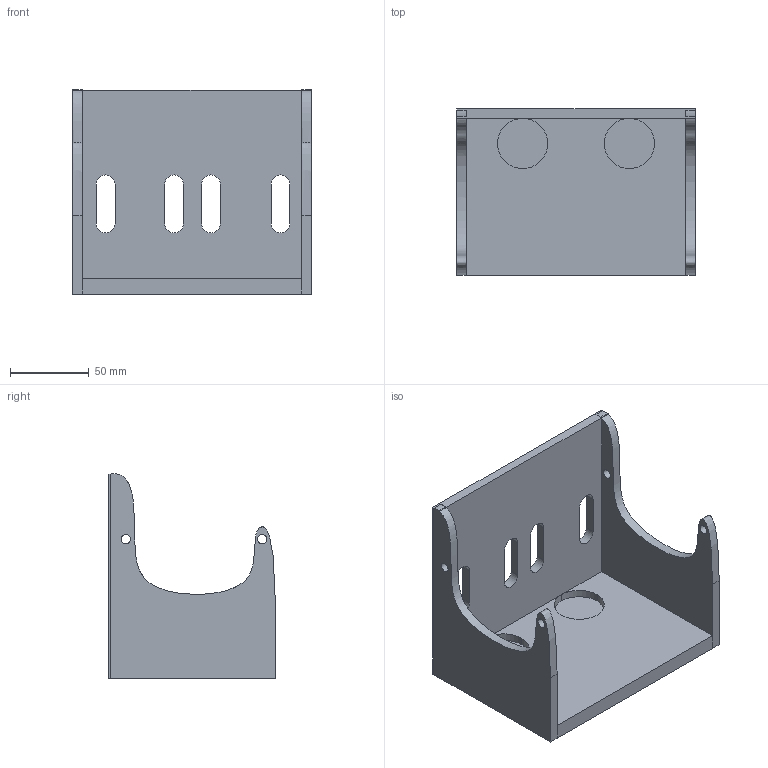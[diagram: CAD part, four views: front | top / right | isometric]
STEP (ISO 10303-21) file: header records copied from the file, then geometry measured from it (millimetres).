
FILE_DESCRIPTION(('FreeCAD Model'),'2;1');
FILE_NAME('Open CASCADE Shape Model','2025-08-06T08:57:44',(''),(''), 'Open CASCADE STEP processor 7.8','FreeCAD','Unknown');
FILE_SCHEMA(('AUTOMOTIVE_DESIGN { 1 0 10303 214 1 1 1 1 }'));
Length unit declared in the file: millimetre
Products named in the file (1): Fusion
Bounding box: 152 x 106 x 130.17 mm (x, y, z)
Volume: 322879.7 mm3; surface area: 99553.1 mm2
Topology: 1 solids, 1 shells, 53 faces, 141 edges, 90 vertices
Faces by surface type: plane 34, cylinder 16, extrusion 3
Full cylindrical faces by diameter (mm): 6 x4
Entity records: 4148 total; most frequent: CARTESIAN_POINT 878, DIRECTION 495, VECTOR 313, LINE 310, ORIENTED_EDGE 278, PCURVE 278, DEFINITIONAL_REPRESENTATION 278, EDGE_CURVE 139
